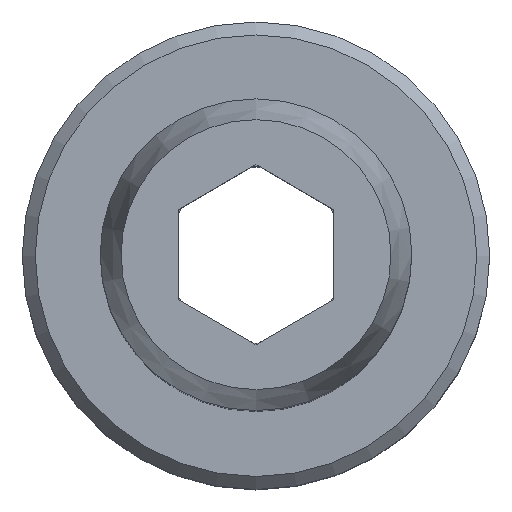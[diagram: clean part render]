
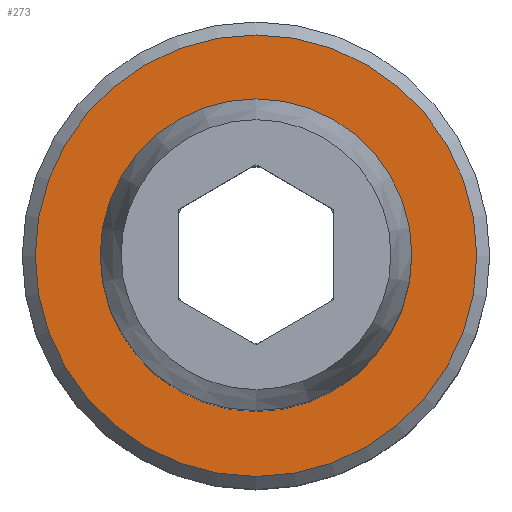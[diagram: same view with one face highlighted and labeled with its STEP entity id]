
A CAD part, top view. The second image highlights one B-rep face of the part: STEP entity #273.
In plain terms, the highlighted planar face has unit normal (0, 0, 1).
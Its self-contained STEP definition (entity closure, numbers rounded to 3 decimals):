
#198=EDGE_CURVE('240[2]',#465,#465,#466,.T.);
#255=EDGE_CURVE('240[2]',#535,#535,#536,.T.);
#273=ADVANCED_FACE('240[2]',(#561,#562),#563,.T.);
#465=VERTEX_POINT('',#804);
#466=CIRCLE('',#805,8.5);
#535=VERTEX_POINT('',#909);
#536=CIRCLE('',#910,6.);
#561=FACE_BOUND('',#943,.T.);
#562=FACE_OUTER_BOUND('',#944,.T.);
#563=PLANE('',#945);
#804=CARTESIAN_POINT('',(0.,8.5,-24.8));
#805=AXIS2_PLACEMENT_3D('',#1170,#1171,#1172);
#909=CARTESIAN_POINT('',(0.,6.,-24.8));
#910=AXIS2_PLACEMENT_3D('',#1256,#1257,#1258);
#943=EDGE_LOOP('',(#1285));
#944=EDGE_LOOP('',(#1286));
#945=AXIS2_PLACEMENT_3D('',#1287,#1288,#1289);
#1170=CARTESIAN_POINT('',(0.,0.,-24.8));
#1171=DIRECTION('',(0.,0.,1.0));
#1172=DIRECTION('',(0.,1.0,0.));
#1256=CARTESIAN_POINT('',(0.,0.,-24.8));
#1257=DIRECTION('',(0.,0.,1.0));
#1258=DIRECTION('',(0.,1.0,0.));
#1285=ORIENTED_EDGE('',*,*,#255,.F.);
#1286=ORIENTED_EDGE('',*,*,#198,.T.);
#1287=CARTESIAN_POINT('',(0.,7.25,-24.8));
#1288=DIRECTION('',(0.,0.,1.0));
#1289=DIRECTION('',(0.,1.0,0.));
